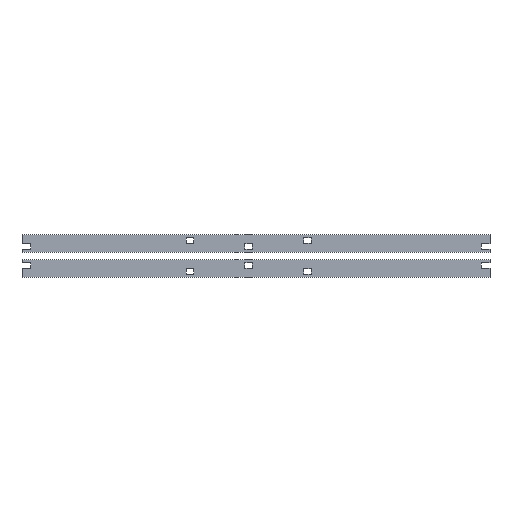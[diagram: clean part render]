
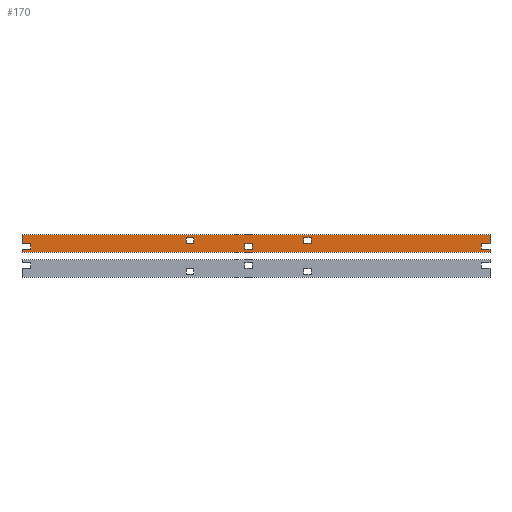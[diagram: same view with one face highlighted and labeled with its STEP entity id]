
A CAD part, top view. The second image highlights one B-rep face of the part: STEP entity #170.
In plain terms, the highlighted planar face has unit normal (0, 0, 1).
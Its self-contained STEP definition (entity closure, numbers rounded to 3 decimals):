
#170=ADVANCED_FACE('',(#338,#339,#340,#341),#342,.F.);
#338=FACE_BOUND('',#522,.T.);
#339=FACE_BOUND('',#523,.T.);
#340=FACE_BOUND('',#524,.T.);
#341=FACE_OUTER_BOUND('',#525,.T.);
#342=PLANE('',#526);
#522=EDGE_LOOP('',(#816,#817,#818,#819));
#523=EDGE_LOOP('',(#820,#821,#822,#823));
#524=EDGE_LOOP('',(#824,#825,#826,#827));
#525=EDGE_LOOP('',(#828,#829,#830,#831,#832,#833,#834,#835,#836,#837,#838,#839));
#526=AXIS2_PLACEMENT_3D('',#840,#841,#842);
#816=ORIENTED_EDGE('',*,*,#1130,.T.);
#817=ORIENTED_EDGE('',*,*,#1141,.T.);
#818=ORIENTED_EDGE('',*,*,#1138,.T.);
#819=ORIENTED_EDGE('',*,*,#1134,.T.);
#820=ORIENTED_EDGE('',*,*,#1146,.T.);
#821=ORIENTED_EDGE('',*,*,#1157,.T.);
#822=ORIENTED_EDGE('',*,*,#1154,.T.);
#823=ORIENTED_EDGE('',*,*,#1150,.T.);
#824=ORIENTED_EDGE('',*,*,#1162,.T.);
#825=ORIENTED_EDGE('',*,*,#1173,.T.);
#826=ORIENTED_EDGE('',*,*,#1170,.T.);
#827=ORIENTED_EDGE('',*,*,#1166,.T.);
#828=ORIENTED_EDGE('',*,*,#1178,.T.);
#829=ORIENTED_EDGE('',*,*,#1214,.T.);
#830=ORIENTED_EDGE('',*,*,#1215,.T.);
#831=ORIENTED_EDGE('',*,*,#1211,.T.);
#832=ORIENTED_EDGE('',*,*,#1203,.T.);
#833=ORIENTED_EDGE('',*,*,#1209,.T.);
#834=ORIENTED_EDGE('',*,*,#1207,.T.);
#835=ORIENTED_EDGE('',*,*,#1216,.T.);
#836=ORIENTED_EDGE('',*,*,#1217,.T.);
#837=ORIENTED_EDGE('',*,*,#1198,.T.);
#838=ORIENTED_EDGE('',*,*,#1186,.T.);
#839=ORIENTED_EDGE('',*,*,#1182,.T.);
#840=CARTESIAN_POINT('',(398.0,57.5,10.0));
#841=DIRECTION('',(0.0,0.0,-1.0));
#842=DIRECTION('',(1.0,0.0,0.0));
#1130=EDGE_CURVE('',#1326,#1330,#1332,.T.);
#1134=EDGE_CURVE('',#1335,#1326,#1338,.T.);
#1138=EDGE_CURVE('',#1341,#1335,#1344,.T.);
#1141=EDGE_CURVE('',#1330,#1341,#1347,.T.);
#1146=EDGE_CURVE('',#1350,#1354,#1356,.T.);
#1150=EDGE_CURVE('',#1359,#1350,#1362,.T.);
#1154=EDGE_CURVE('',#1365,#1359,#1368,.T.);
#1157=EDGE_CURVE('',#1354,#1365,#1371,.T.);
#1162=EDGE_CURVE('',#1374,#1378,#1380,.T.);
#1166=EDGE_CURVE('',#1383,#1374,#1386,.T.);
#1170=EDGE_CURVE('',#1389,#1383,#1392,.T.);
#1173=EDGE_CURVE('',#1378,#1389,#1395,.T.);
#1178=EDGE_CURVE('',#1398,#1402,#1404,.T.);
#1182=EDGE_CURVE('',#1407,#1398,#1410,.T.);
#1186=EDGE_CURVE('',#1413,#1407,#1416,.T.);
#1198=EDGE_CURVE('',#1436,#1413,#1437,.T.);
#1203=EDGE_CURVE('',#1440,#1442,#1444,.T.);
#1207=EDGE_CURVE('',#1446,#1448,#1450,.T.);
#1209=EDGE_CURVE('',#1442,#1446,#1452,.T.);
#1211=EDGE_CURVE('',#1454,#1440,#1455,.T.);
#1214=EDGE_CURVE('',#1402,#1458,#1459,.T.);
#1215=EDGE_CURVE('',#1458,#1454,#1460,.T.);
#1216=EDGE_CURVE('',#1448,#1461,#1462,.T.);
#1217=EDGE_CURVE('',#1461,#1436,#1463,.T.);
#1326=VERTEX_POINT('',#1620);
#1330=VERTEX_POINT('',#1626);
#1332=LINE('',#1629,#1630);
#1335=VERTEX_POINT('',#1633);
#1338=LINE('',#1638,#1639);
#1341=VERTEX_POINT('',#1642);
#1344=LINE('',#1647,#1648);
#1347=LINE('',#1652,#1653);
#1350=VERTEX_POINT('',#1656);
#1354=VERTEX_POINT('',#1662);
#1356=LINE('',#1665,#1666);
#1359=VERTEX_POINT('',#1669);
#1362=LINE('',#1674,#1675);
#1365=VERTEX_POINT('',#1678);
#1368=LINE('',#1683,#1684);
#1371=LINE('',#1688,#1689);
#1374=VERTEX_POINT('',#1692);
#1378=VERTEX_POINT('',#1698);
#1380=LINE('',#1701,#1702);
#1383=VERTEX_POINT('',#1705);
#1386=LINE('',#1710,#1711);
#1389=VERTEX_POINT('',#1714);
#1392=LINE('',#1719,#1720);
#1395=LINE('',#1724,#1725);
#1398=VERTEX_POINT('',#1728);
#1402=VERTEX_POINT('',#1734);
#1404=LINE('',#1737,#1738);
#1407=VERTEX_POINT('',#1741);
#1410=LINE('',#1746,#1747);
#1413=VERTEX_POINT('',#1750);
#1416=LINE('',#1755,#1756);
#1436=VERTEX_POINT('',#1785);
#1437=LINE('',#1786,#1787);
#1440=VERTEX_POINT('',#1791);
#1442=VERTEX_POINT('',#1794);
#1444=LINE('',#1797,#1798);
#1446=VERTEX_POINT('',#1800);
#1448=VERTEX_POINT('',#1803);
#1450=LINE('',#1806,#1807);
#1452=LINE('',#1809,#1810);
#1454=VERTEX_POINT('',#1812);
#1455=LINE('',#1813,#1814);
#1458=VERTEX_POINT('',#1818);
#1459=LINE('',#1819,#1820);
#1460=LINE('',#1821,#1822);
#1461=VERTEX_POINT('',#1823);
#1462=LINE('',#1824,#1825);
#1463=LINE('',#1826,#1827);
#1620=CARTESIAN_POINT('',(479.0,67.0,10.0));
#1626=CARTESIAN_POINT('',(492.0,67.0,10.0));
#1629=CARTESIAN_POINT('',(441.75,67.0,10.0));
#1630=VECTOR('',#2059,1.0);
#1633=CARTESIAN_POINT('',(479.0,58.0,10.0));
#1638=CARTESIAN_POINT('',(479.0,60.0,10.0));
#1639=VECTOR('',#2062,1.0);
#1642=CARTESIAN_POINT('',(492.0,58.0,10.0));
#1647=CARTESIAN_POINT('',(441.75,58.0,10.0));
#1648=VECTOR('',#2065,1.0);
#1652=CARTESIAN_POINT('',(492.0,60.0,10.0));
#1653=VECTOR('',#2067,1.0);
#1656=CARTESIAN_POINT('',(279.0,67.0,10.0));
#1662=CARTESIAN_POINT('',(292.0,67.0,10.0));
#1665=CARTESIAN_POINT('',(341.75,67.0,10.0));
#1666=VECTOR('',#2071,1.0);
#1669=CARTESIAN_POINT('',(279.0,58.0,10.0));
#1674=CARTESIAN_POINT('',(279.0,60.0,10.0));
#1675=VECTOR('',#2074,1.0);
#1678=CARTESIAN_POINT('',(292.0,58.0,10.0));
#1683=CARTESIAN_POINT('',(341.75,58.0,10.0));
#1684=VECTOR('',#2077,1.0);
#1688=CARTESIAN_POINT('',(292.0,60.0,10.0));
#1689=VECTOR('',#2079,1.0);
#1692=CARTESIAN_POINT('',(379.0,57.0,10.0));
#1698=CARTESIAN_POINT('',(392.0,57.0,10.0));
#1701=CARTESIAN_POINT('',(391.75,57.0,10.0));
#1702=VECTOR('',#2083,1.0);
#1705=CARTESIAN_POINT('',(379.0,48.0,10.0));
#1710=CARTESIAN_POINT('',(379.0,55.0,10.0));
#1711=VECTOR('',#2086,1.0);
#1714=CARTESIAN_POINT('',(392.0,48.0,10.0));
#1719=CARTESIAN_POINT('',(391.75,48.0,10.0));
#1720=VECTOR('',#2089,1.0);
#1724=CARTESIAN_POINT('',(392.0,55.0,10.0));
#1725=VECTOR('',#2091,1.0);
#1728=CARTESIAN_POINT('',(781.0,57.0,10.0));
#1734=CARTESIAN_POINT('',(796.0,57.0,10.0));
#1737=CARTESIAN_POINT('',(593.25,57.0,10.0));
#1738=VECTOR('',#2095,1.0);
#1741=CARTESIAN_POINT('',(781.0,48.0,10.0));
#1746=CARTESIAN_POINT('',(781.0,55.0,10.0));
#1747=VECTOR('',#2098,1.0);
#1750=CARTESIAN_POINT('',(796.0,48.0,10.0));
#1755=CARTESIAN_POINT('',(593.25,48.0,10.0));
#1756=VECTOR('',#2101,1.0);
#1785=CARTESIAN_POINT('',(796.0,42.5,10.0));
#1786=CARTESIAN_POINT('',(796.0,57.5,10.0));
#1787=VECTOR('',#2111,1.0);
#1791=CARTESIAN_POINT('',(0.0,57.0,10.0));
#1794=CARTESIAN_POINT('',(15.0,57.0,10.0));
#1797=CARTESIAN_POINT('',(202.75,57.0,10.0));
#1798=VECTOR('',#2115,1.0);
#1800=CARTESIAN_POINT('',(15.0,48.0,10.0));
#1803=CARTESIAN_POINT('',(0.0,48.0,10.0));
#1806=CARTESIAN_POINT('',(202.75,48.0,10.0));
#1807=VECTOR('',#2118,1.0);
#1809=CARTESIAN_POINT('',(15.0,55.0,10.0));
#1810=VECTOR('',#2119,1.0);
#1812=CARTESIAN_POINT('',(0.0,72.5,10.0));
#1813=CARTESIAN_POINT('',(0.0,57.5,10.0));
#1814=VECTOR('',#2120,1.0);
#1818=CARTESIAN_POINT('',(796.0,72.5,10.0));
#1819=CARTESIAN_POINT('',(796.0,57.5,10.0));
#1820=VECTOR('',#2122,1.0);
#1821=CARTESIAN_POINT('',(398.0,72.5,10.0));
#1822=VECTOR('',#2123,1.0);
#1823=CARTESIAN_POINT('',(0.0,42.5,10.0));
#1824=CARTESIAN_POINT('',(0.0,57.5,10.0));
#1825=VECTOR('',#2124,1.0);
#1826=CARTESIAN_POINT('',(398.0,42.5,10.0));
#1827=VECTOR('',#2125,1.0);
#2059=DIRECTION('',(1.0,0.0,0.0));
#2062=DIRECTION('',(-0.0,1.0,0.0));
#2065=DIRECTION('',(-1.0,0.0,0.0));
#2067=DIRECTION('',(-0.0,-1.0,-0.0));
#2071=DIRECTION('',(1.0,0.0,0.0));
#2074=DIRECTION('',(-0.0,1.0,0.0));
#2077=DIRECTION('',(-1.0,0.0,0.0));
#2079=DIRECTION('',(-0.0,-1.0,-0.0));
#2083=DIRECTION('',(1.0,0.0,0.0));
#2086=DIRECTION('',(-0.0,1.0,0.0));
#2089=DIRECTION('',(-1.0,0.0,0.0));
#2091=DIRECTION('',(-0.0,-1.0,-0.0));
#2095=DIRECTION('',(1.0,0.0,0.0));
#2098=DIRECTION('',(-0.0,1.0,0.0));
#2101=DIRECTION('',(-1.0,0.0,0.0));
#2111=DIRECTION('',(0.0,1.0,0.0));
#2115=DIRECTION('',(1.0,0.0,0.0));
#2118=DIRECTION('',(-1.0,0.0,0.0));
#2119=DIRECTION('',(-0.0,-1.0,-0.0));
#2120=DIRECTION('',(0.0,-1.0,0.0));
#2122=DIRECTION('',(0.0,1.0,0.0));
#2123=DIRECTION('',(-1.0,0.0,0.0));
#2124=DIRECTION('',(0.0,-1.0,0.0));
#2125=DIRECTION('',(1.0,0.0,0.0));
